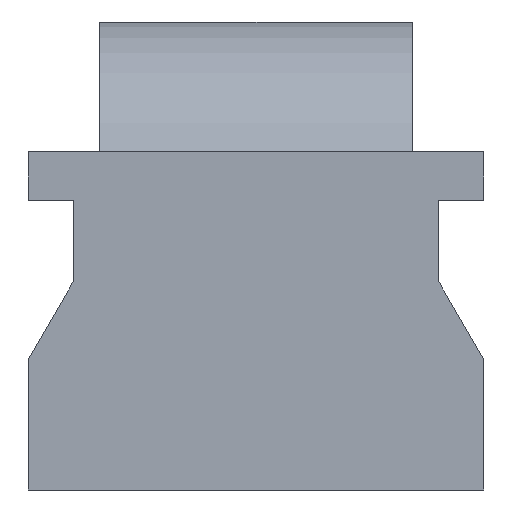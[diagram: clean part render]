
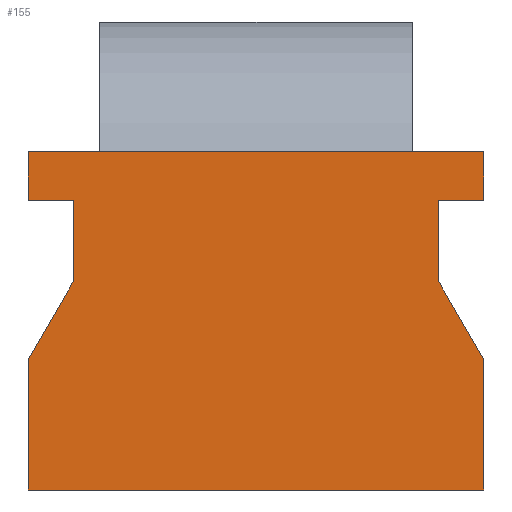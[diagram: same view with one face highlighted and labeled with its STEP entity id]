
A CAD part, left-side view. The second image highlights one B-rep face of the part: STEP entity #155.
In plain terms, the highlighted planar face has unit normal (-1, 0, 0).
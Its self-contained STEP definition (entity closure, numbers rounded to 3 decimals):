
#155=ADVANCED_FACE('',(#424),#425,.F.);
#424=FACE_OUTER_BOUND('',#774,.T.);
#425=PLANE('',#775);
#774=EDGE_LOOP('',(#1281,#1282,#1283,#1284,#1285,#1286,#1287,#1288,#1289,#1290,#1291,#1292));
#775=AXIS2_PLACEMENT_3D('',#1293,#1294,#1295);
#1281=ORIENTED_EDGE('',*,*,#2064,.T.);
#1282=ORIENTED_EDGE('',*,*,#2025,.T.);
#1283=ORIENTED_EDGE('',*,*,#2030,.T.);
#1284=ORIENTED_EDGE('',*,*,#2034,.T.);
#1285=ORIENTED_EDGE('',*,*,#2037,.T.);
#1286=ORIENTED_EDGE('',*,*,#1900,.T.);
#1287=ORIENTED_EDGE('',*,*,#2041,.T.);
#1288=ORIENTED_EDGE('',*,*,#2045,.T.);
#1289=ORIENTED_EDGE('',*,*,#2049,.T.);
#1290=ORIENTED_EDGE('',*,*,#2053,.T.);
#1291=ORIENTED_EDGE('',*,*,#2057,.T.);
#1292=ORIENTED_EDGE('',*,*,#2061,.T.);
#1293=CARTESIAN_POINT('',(0.0,0.,13.495));
#1294=DIRECTION('',(1.0,0.0,0.0));
#1295=DIRECTION('',(0.0,1.0,0.0));
#1900=EDGE_CURVE('',#2224,#2222,#2225,.T.);
#2025=EDGE_CURVE('',#2473,#2471,#2474,.T.);
#2030=EDGE_CURVE('',#2471,#2479,#2481,.T.);
#2034=EDGE_CURVE('',#2479,#2485,#2487,.T.);
#2037=EDGE_CURVE('',#2485,#2224,#2490,.T.);
#2041=EDGE_CURVE('',#2222,#2494,#2496,.T.);
#2045=EDGE_CURVE('',#2494,#2500,#2502,.T.);
#2049=EDGE_CURVE('',#2500,#2506,#2508,.T.);
#2053=EDGE_CURVE('',#2506,#2512,#2514,.T.);
#2057=EDGE_CURVE('',#2512,#2518,#2520,.T.);
#2061=EDGE_CURVE('',#2518,#2524,#2526,.T.);
#2064=EDGE_CURVE('',#2524,#2473,#2529,.T.);
#2222=VERTEX_POINT('',#2688);
#2224=VERTEX_POINT('',#2691);
#2225=LINE('',#2692,#2693);
#2471=VERTEX_POINT('',#3061);
#2473=VERTEX_POINT('',#3064);
#2474=LINE('',#3065,#3066);
#2479=VERTEX_POINT('',#3073);
#2481=LINE('',#3076,#3077);
#2485=VERTEX_POINT('',#3082);
#2487=LINE('',#3085,#3086);
#2490=LINE('',#3090,#3091);
#2494=VERTEX_POINT('',#3096);
#2496=LINE('',#3099,#3100);
#2500=VERTEX_POINT('',#3105);
#2502=LINE('',#3108,#3109);
#2506=VERTEX_POINT('',#3114);
#2508=LINE('',#3117,#3118);
#2512=VERTEX_POINT('',#3123);
#2514=LINE('',#3126,#3127);
#2518=VERTEX_POINT('',#3132);
#2520=LINE('',#3135,#3136);
#2524=VERTEX_POINT('',#3141);
#2526=LINE('',#3144,#3145);
#2529=LINE('',#3149,#3150);
#2688=CARTESIAN_POINT('',(0.0,17.5,26.));
#2691=CARTESIAN_POINT('',(0.0,-17.5,26.));
#2692=CARTESIAN_POINT('',(0.0,-17.5,26.));
#2693=VECTOR('',#3306,1.0);
#3061=CARTESIAN_POINT('',(0.0,-14.0,16.062));
#3064=CARTESIAN_POINT('',(0.0,-17.5,10.0));
#3065=CARTESIAN_POINT('',(0.0,-17.5,10.0));
#3066=VECTOR('',#3430,1.0);
#3073=CARTESIAN_POINT('',(0.0,-14.0,22.239));
#3076=CARTESIAN_POINT('',(0.0,-14.0,16.062));
#3077=VECTOR('',#3434,1.0);
#3082=CARTESIAN_POINT('',(0.0,-17.5,22.239));
#3085=CARTESIAN_POINT('',(0.0,-14.0,22.239));
#3086=VECTOR('',#3437,1.0);
#3090=CARTESIAN_POINT('',(0.0,-17.5,22.239));
#3091=VECTOR('',#3439,1.0);
#3096=CARTESIAN_POINT('',(0.0,17.5,22.239));
#3099=CARTESIAN_POINT('',(0.0,17.5,26.));
#3100=VECTOR('',#3442,1.0);
#3105=CARTESIAN_POINT('',(0.0,14.0,22.239));
#3108=CARTESIAN_POINT('',(0.0,17.5,22.239));
#3109=VECTOR('',#3445,1.0);
#3114=CARTESIAN_POINT('',(0.0,14.0,16.062));
#3117=CARTESIAN_POINT('',(0.0,14.0,22.239));
#3118=VECTOR('',#3448,1.0);
#3123=CARTESIAN_POINT('',(0.0,17.5,10.0));
#3126=CARTESIAN_POINT('',(0.0,14.0,16.062));
#3127=VECTOR('',#3451,1.0);
#3132=CARTESIAN_POINT('',(0.0,17.5,0.0));
#3135=CARTESIAN_POINT('',(0.0,17.5,10.0));
#3136=VECTOR('',#3454,1.0);
#3141=CARTESIAN_POINT('',(0.0,-17.5,0.0));
#3144=CARTESIAN_POINT('',(0.0,17.5,0.0));
#3145=VECTOR('',#3457,1.0);
#3149=CARTESIAN_POINT('',(0.0,-17.5,0.0));
#3150=VECTOR('',#3459,1.0);
#3306=DIRECTION('',(0.0,1.0,0.0));
#3430=DIRECTION('',(0.0,0.5,0.866));
#3434=DIRECTION('',(0.0,0.0,1.0));
#3437=DIRECTION('',(0.0,-1.0,0.0));
#3439=DIRECTION('',(0.0,0.0,1.0));
#3442=DIRECTION('',(0.0,0.0,-1.0));
#3445=DIRECTION('',(0.0,-1.0,0.0));
#3448=DIRECTION('',(0.0,0.0,-1.0));
#3451=DIRECTION('',(0.0,0.5,-0.866));
#3454=DIRECTION('',(0.0,0.0,-1.0));
#3457=DIRECTION('',(0.0,-1.0,0.0));
#3459=DIRECTION('',(0.0,0.0,1.0));
